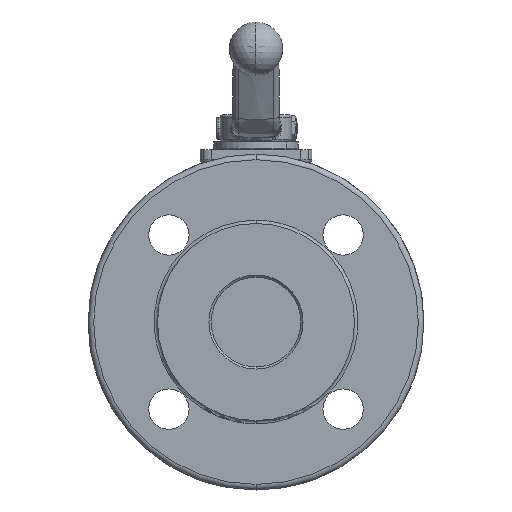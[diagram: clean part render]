
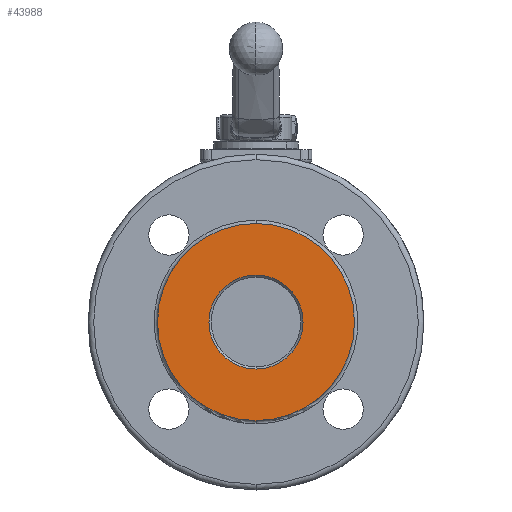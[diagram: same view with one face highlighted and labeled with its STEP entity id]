
A CAD part, left-side view. The second image highlights one B-rep face of the part: STEP entity #43988.
In plain terms, the highlighted planar face has unit normal (-1, 0, 0).
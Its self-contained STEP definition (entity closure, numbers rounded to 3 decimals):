
#12200=CARTESIAN_POINT('',(-70.,0.16,-21.));
#12201=VERTEX_POINT('',#12200);
#12210=CARTESIAN_POINT('',(-70.,0.16,21.));
#12211=VERTEX_POINT('',#12210);
#12212=CARTESIAN_POINT('',(-70.,0.16,0.));
#12213=DIRECTION('',(-1.,0.,-0.));
#12214=DIRECTION('',(0.,0.,-1.));
#12215=AXIS2_PLACEMENT_3D('',#12212,#12213,#12214);
#12216=CIRCLE('',#12215,21.);
#12217=EDGE_CURVE('',#12201,#12211,#12216,.T.);
#13092=CARTESIAN_POINT('',(-70.,44.16,-0.));
#13093=VERTEX_POINT('',#13092);
#13108=CARTESIAN_POINT('',(-70.,-43.84,0.));
#13109=VERTEX_POINT('',#13108);
#13116=CARTESIAN_POINT('',(-70.,0.16,0.));
#13117=DIRECTION('',(1.,-0.,0.));
#13118=DIRECTION('',(0.,1.,0.));
#13119=AXIS2_PLACEMENT_3D('',#13116,#13117,#13118);
#13120=CIRCLE('',#13119,44.);
#13121=EDGE_CURVE('',#13109,#13093,#13120,.T.);
#43425=CARTESIAN_POINT('',(-70.,0.16,0.));
#43426=DIRECTION('',(1.,-0.,0.));
#43427=DIRECTION('',(0.,1.,0.));
#43428=AXIS2_PLACEMENT_3D('',#43425,#43426,#43427);
#43429=CIRCLE('',#43428,44.);
#43430=EDGE_CURVE('',#13093,#13109,#43429,.T.);
#43969=CARTESIAN_POINT('',(-70.,0.16,44.));
#43970=DIRECTION('',(1.,0.,0.));
#43971=DIRECTION('',(-0.,0.,1.));
#43972=AXIS2_PLACEMENT_3D('',#43969,#43970,#43971);
#43973=PLANE('',#43972);
#43974=ORIENTED_EDGE('',*,*,#13121,.F.);
#43975=ORIENTED_EDGE('',*,*,#43430,.F.);
#43976=EDGE_LOOP('',(#43974,#43975));
#43977=FACE_BOUND('',#43976,.T.);
#43978=CARTESIAN_POINT('',(-70.,0.16,0.));
#43979=DIRECTION('',(-1.,0.,-0.));
#43980=DIRECTION('',(0.,0.,-1.));
#43981=AXIS2_PLACEMENT_3D('',#43978,#43979,#43980);
#43982=CIRCLE('',#43981,21.);
#43983=EDGE_CURVE('',#12211,#12201,#43982,.T.);
#43984=ORIENTED_EDGE('',*,*,#43983,.F.);
#43985=ORIENTED_EDGE('',*,*,#12217,.F.);
#43986=EDGE_LOOP('',(#43984,#43985));
#43987=FACE_BOUND('',#43986,.T.);
#43988=ADVANCED_FACE('',(#43977,#43987),#43973,.F.);
